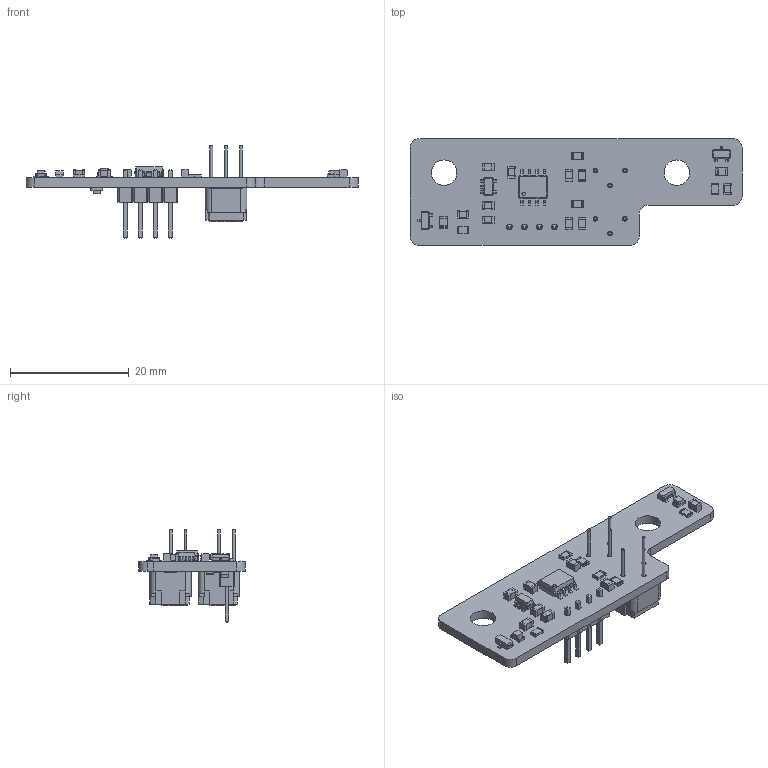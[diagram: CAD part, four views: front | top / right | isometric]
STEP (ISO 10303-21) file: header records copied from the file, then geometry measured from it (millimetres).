
FILE_DESCRIPTION(('KiCad electronic assembly'),'2;1');
FILE_NAME('Hall_Effect_XY_Endstop.step','2020-07-03T20:52:35',( 'An Author'),('A Company'),'Open CASCADE STEP processor 6.9', 'KiCad to STEP converter','Unknown');
FILE_SCHEMA(('AUTOMOTIVE_DESIGN { 1 0 10303 214 1 1 1 1 }'));
Length unit declared in the file: millimetre
Products named in the file (18): Open CASCADE STEP translator 6.9 1; R_0805_2012Metric; SOLID; LED_0805_2012Metric; C_0805_2012Metric; SOT-23; SOIC-8_3.9x4.9mm_P1.27mm; CT-6EP10k_(103); COMPOUND; SOT-23-5; PinHeader_1x04_P2.54mm_Vertical
Assembly tree (34 placements, depth 3):
  Open CASCADE STEP translator 6.9 1
    R_0805_2012Metric  x7
      SOLID
    LED_0805_2012Metric  x3
      SOLID
    C_0805_2012Metric  x8
      SOLID
    SOT-23  x2
      SOLID
    SOIC-8_3.9x4.9mm_P1.27mm
      SOLID
    CT-6EP10k_(103)  x2
      COMPOUND
    SOT-23-5
      SOLID
    PinHeader_1x04_P2.54mm_Vertical
      SOLID
    COMPOUND
Bounding box: 56 x 18 x 15.54 mm (x, y, z)
Volume: 2022.8 mm3; surface area: 3282.3 mm2
Topology: 28 solids, 28 shells, 1385 faces, 3587 edges, 2300 vertices
Faces by surface type: plane 931, cylinder 337, bspline 115, cone 2
Full cylindrical faces by diameter (mm): 0.45 x6, 0.6 x1, 0.762 x6, 1 x4, 3.3 x4, 4.3 x2
Entity records: 50925 total; most frequent: CARTESIAN_POINT 8928, DIRECTION 6766, LINE 4637, VECTOR 4637, ORIENTED_EDGE 3678, PCURVE 3678, DEFINITIONAL_REPRESENTATION 3678, EDGE_CURVE 1839
